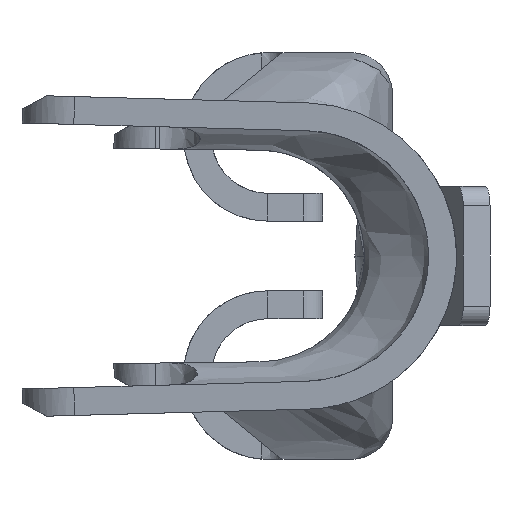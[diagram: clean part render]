
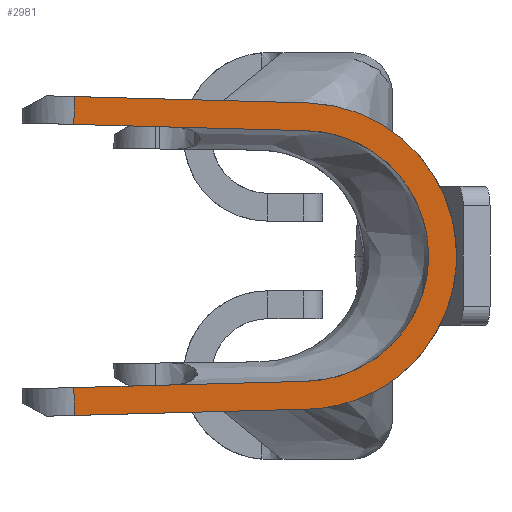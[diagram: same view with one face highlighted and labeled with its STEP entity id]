
A CAD part, left-side view. The second image highlights one B-rep face of the part: STEP entity #2981.
In plain terms, the highlighted planar face has unit normal (-0.998, 0.07, 0).
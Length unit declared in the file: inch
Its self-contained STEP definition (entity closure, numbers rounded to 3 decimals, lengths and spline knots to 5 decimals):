
#31 = CARTESIAN_POINT ( 'NONE',  ( -0.60624, 0.02079, 0.04498 ) ) ;
#57 = CARTESIAN_POINT ( 'NONE',  ( -0.60041, 0.10413, 0.05723 ) ) ;
#285 = DIRECTION ( 'NONE',  ( -0.07, -0.997, 0.027 ) ) ;
#366 = VERTEX_POINT ( 'NONE', #2161 ) ;
#419 = CARTESIAN_POINT ( 'NONE',  ( -0.61, -0.033, -0.089 ) ) ;
#586 = CARTESIAN_POINT ( 'NONE',  ( -0.60048, 0.10318, -0.09269 ) ) ;
#699 = CARTESIAN_POINT ( 'NONE',  ( -0.60039, 0.1044, 0.04724 ) ) ;
#764 = ORIENTED_EDGE ( 'NONE', *, *, #5802, .T. ) ;
#842 = VERTEX_POINT ( 'NONE', #5670 ) ;
#862 = CARTESIAN_POINT ( 'NONE',  ( -0.6059, 0.02568, 0.05512 ) ) ;
#916 = AXIS2_PLACEMENT_3D ( 'NONE', #419, #1448, #4652 ) ;
#965 = ORIENTED_EDGE ( 'NONE', *, *, #1345, .F. ) ;
#1009 = EDGE_CURVE ( 'NONE', #5619, #842, #1185, .T. ) ;
#1097 = EDGE_CURVE ( 'NONE', #842, #3133, #2862, .T. ) ;
#1172 = CARTESIAN_POINT ( 'NONE',  ( -0.60626, 0.02052, 0.05498 ) ) ;
#1185 = LINE ( 'NONE', #5894, #1349 ) ;
#1235 =( BOUNDED_CURVE ( )  B_SPLINE_CURVE ( 3, ( #3407, #5668, #4311, #1579 ),
 .UNSPECIFIED., .F., .T. ) 
 B_SPLINE_CURVE_WITH_KNOTS ( ( 4, 4 ),
 ( 4.73932, 7.82705 ),
 .UNSPECIFIED. ) 
 CURVE ( )  GEOMETRIC_REPRESENTATION_ITEM ( )  RATIONAL_B_SPLINE_CURVE ( ( 1., 0.351, 0.351, 1. ) ) 
 REPRESENTATION_ITEM ( '' )  );
#1266 = EDGE_CURVE ( 'NONE', #3133, #5912, #3021, .T. ) ;
#1345 = EDGE_CURVE ( 'NONE', #5254, #1909, #3525, .T. ) ;
#1349 = VECTOR ( 'NONE', #285, 39.37008 ) ;
#1448 = DIRECTION ( 'NONE',  ( 0.998, -0.07, 0. ) ) ;
#1537 = ORIENTED_EDGE ( 'NONE', *, *, #3863, .F. ) ;
#1547 = VECTOR ( 'NONE', #2388, 39.37008 ) ;
#1579 = CARTESIAN_POINT ( 'NONE',  ( -0.60626, 0.02052, -0.05498 ) ) ;
#1757 = CARTESIAN_POINT ( 'NONE',  ( -0.60039, 0.1044, -0.04724 ) ) ;
#1909 = VERTEX_POINT ( 'NONE', #1172 ) ;
#2025 = CARTESIAN_POINT ( 'NONE',  ( -0.60624, 0.02079, -0.04498 ) ) ;
#2161 = CARTESIAN_POINT ( 'NONE',  ( -0.60041, 0.10413, -0.05723 ) ) ;
#2246 = DIRECTION ( 'NONE',  ( 0.07, 0.997, 0.027 ) ) ;
#2348 = DIRECTION ( 'NONE',  ( -0.07, -0.997, -0.027 ) ) ;
#2388 = DIRECTION ( 'NONE',  ( 0.07, 0.997, -0.027 ) ) ;
#2518 = CARTESIAN_POINT ( 'NONE',  ( -0.60014, 0.10797, -0.08518 ) ) ;
#2621 = VECTOR ( 'NONE', #2976, 39.37008 ) ;
#2829 = PLANE ( 'NONE',  #916 ) ;
#2862 =( BOUNDED_CURVE ( )  B_SPLINE_CURVE ( 3, ( #2025, #4755, #2956, #31 ),
 .UNSPECIFIED., .F., .F. ) 
 B_SPLINE_CURVE_WITH_KNOTS ( ( 4, 4 ),
 ( 4.73932, 7.82705 ),
 .UNSPECIFIED. ) 
 CURVE ( )  GEOMETRIC_REPRESENTATION_ITEM ( )  RATIONAL_B_SPLINE_CURVE ( ( 1., 0.351, 0.351, 1. ) ) 
 REPRESENTATION_ITEM ( '' )  );
#2956 = CARTESIAN_POINT ( 'NONE',  ( -0.61221, -0.06455, 0.04269 ) ) ;
#2976 = DIRECTION ( 'NONE',  ( 0.002, 0.027, -1. ) ) ;
#2981 = ADVANCED_FACE ( 'NONE', ( #3221 ), #2829, .F. ) ;
#3021 = LINE ( 'NONE', #3629, #3946 ) ;
#3040 = CARTESIAN_POINT ( 'NONE',  ( -0.60626, 0.02052, -0.05498 ) ) ;
#3133 = VERTEX_POINT ( 'NONE', #4256 ) ;
#3221 = FACE_OUTER_BOUND ( 'NONE', #4277, .T. ) ;
#3374 = VECTOR ( 'NONE', #2348, 39.37008 ) ;
#3407 = CARTESIAN_POINT ( 'NONE',  ( -0.60626, 0.02052, 0.05498 ) ) ;
#3525 = LINE ( 'NONE', #862, #3374 ) ;
#3629 = CARTESIAN_POINT ( 'NONE',  ( -0.60588, 0.02595, 0.04512 ) ) ;
#3687 = VECTOR ( 'NONE', #5706, 39.37008 ) ;
#3831 = LINE ( 'NONE', #586, #3687 ) ;
#3863 = EDGE_CURVE ( 'NONE', #1909, #4047, #1235, .T. ) ;
#3946 = VECTOR ( 'NONE', #2246, 39.37008 ) ;
#3985 = LINE ( 'NONE', #5114, #1547 ) ;
#4047 = VERTEX_POINT ( 'NONE', #3040 ) ;
#4059 = ORIENTED_EDGE ( 'NONE', *, *, #1266, .F. ) ;
#4188 = ORIENTED_EDGE ( 'NONE', *, *, #1097, .F. ) ;
#4226 = EDGE_CURVE ( 'NONE', #4047, #366, #3985, .T. ) ;
#4256 = CARTESIAN_POINT ( 'NONE',  ( -0.60624, 0.02079, 0.04498 ) ) ;
#4277 = EDGE_LOOP ( 'NONE', ( #965, #764, #4059, #4188, #5824, #4348, #4831, #1537 ) ) ;
#4311 = CARTESIAN_POINT ( 'NONE',  ( -0.61355, -0.08378, -0.05217 ) ) ;
#4348 = ORIENTED_EDGE ( 'NONE', *, *, #5828, .T. ) ;
#4652 = DIRECTION ( 'NONE',  ( 0.07, 0.998, 0. ) ) ;
#4755 = CARTESIAN_POINT ( 'NONE',  ( -0.61221, -0.06455, -0.04269 ) ) ;
#4831 = ORIENTED_EDGE ( 'NONE', *, *, #4226, .F. ) ;
#5114 = CARTESIAN_POINT ( 'NONE',  ( -0.6059, 0.02568, -0.05512 ) ) ;
#5175 = LINE ( 'NONE', #2518, #2621 ) ;
#5254 = VERTEX_POINT ( 'NONE', #57 ) ;
#5619 = VERTEX_POINT ( 'NONE', #1757 ) ;
#5668 = CARTESIAN_POINT ( 'NONE',  ( -0.61355, -0.08378, 0.05217 ) ) ;
#5670 = CARTESIAN_POINT ( 'NONE',  ( -0.60624, 0.02079, -0.04498 ) ) ;
#5706 = DIRECTION ( 'NONE',  ( -0.002, -0.027, -1. ) ) ;
#5802 = EDGE_CURVE ( 'NONE', #5254, #5912, #5175, .T. ) ;
#5824 = ORIENTED_EDGE ( 'NONE', *, *, #1009, .F. ) ;
#5828 = EDGE_CURVE ( 'NONE', #5619, #366, #3831, .T. ) ;
#5894 = CARTESIAN_POINT ( 'NONE',  ( -0.60588, 0.02595, -0.04512 ) ) ;
#5912 = VERTEX_POINT ( 'NONE', #699 ) ;
